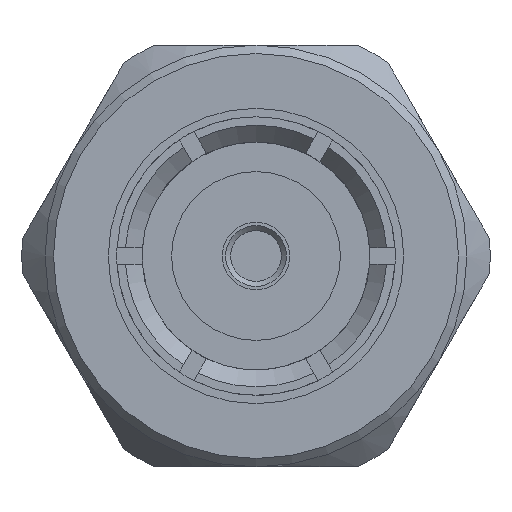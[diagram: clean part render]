
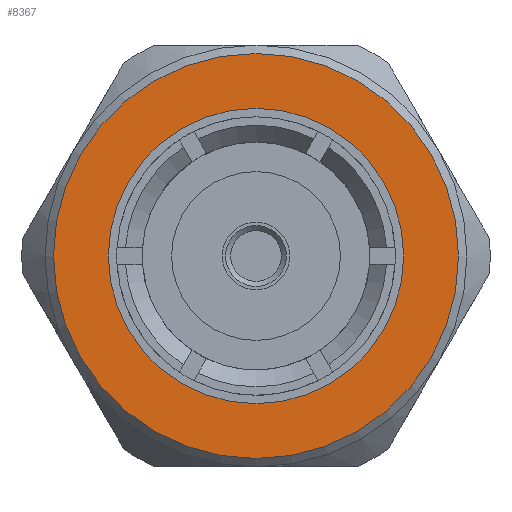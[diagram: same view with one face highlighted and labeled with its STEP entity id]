
A CAD part, left-side view. The second image highlights one B-rep face of the part: STEP entity #8367.
In plain terms, the highlighted planar face has unit normal (-1, 0, 0).
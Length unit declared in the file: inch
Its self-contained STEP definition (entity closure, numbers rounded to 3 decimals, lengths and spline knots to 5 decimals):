
#821 = FACE_OUTER_BOUND ( 'NONE', #3631, .T. ) ;
#1198 = VERTEX_POINT ( 'NONE', #6991 ) ;
#1335 = AXIS2_PLACEMENT_3D ( 'NONE', #5509, #2216, #8227 ) ;
#2173 = DIRECTION ( 'NONE',  ( 0., 0., -1. ) ) ;
#2216 = DIRECTION ( 'NONE',  ( -1., 0., 0. ) ) ;
#2693 = AXIS2_PLACEMENT_3D ( 'NONE', #3476, #8113, #2173 ) ;
#2776 = PLANE ( 'NONE',  #2693 ) ;
#3476 = CARTESIAN_POINT ( 'NONE',  ( 0., 0., 0. ) ) ;
#3552 = CIRCLE ( 'NONE', #8243, 0.0875 ) ;
#3631 = EDGE_LOOP ( 'NONE', ( #7992 ) ) ;
#3807 = VERTEX_POINT ( 'NONE', #7739 ) ;
#3840 = CIRCLE ( 'NONE', #1335, 0.12 ) ;
#4560 = EDGE_CURVE ( 'NONE', #1198, #1198, #3552, .T. ) ;
#4756 = EDGE_CURVE ( 'NONE', #3807, #3807, #3840, .T. ) ;
#5468 = FACE_BOUND ( 'NONE', #8529, .T. ) ;
#5509 = CARTESIAN_POINT ( 'NONE',  ( 0., 0., 0. ) ) ;
#6991 = CARTESIAN_POINT ( 'NONE',  ( 0., 0., 0.0875 ) ) ;
#7283 = CARTESIAN_POINT ( 'NONE',  ( 0., 0., 0. ) ) ;
#7327 = DIRECTION ( 'NONE',  ( -1., 0., 0. ) ) ;
#7606 = ORIENTED_EDGE ( 'NONE', *, *, #4560, .F. ) ;
#7739 = CARTESIAN_POINT ( 'NONE',  ( 0., 0., -0.12 ) ) ;
#7992 = ORIENTED_EDGE ( 'NONE', *, *, #4756, .T. ) ;
#8025 = DIRECTION ( 'NONE',  ( 0., 0., 1. ) ) ;
#8113 = DIRECTION ( 'NONE',  ( 1., 0., 0. ) ) ;
#8227 = DIRECTION ( 'NONE',  ( 0., 0., -1. ) ) ;
#8243 = AXIS2_PLACEMENT_3D ( 'NONE', #7283, #7327, #8025 ) ;
#8367 = ADVANCED_FACE ( 'NONE', ( #821, #5468 ), #2776, .F. ) ;
#8529 = EDGE_LOOP ( 'NONE', ( #7606 ) ) ;
